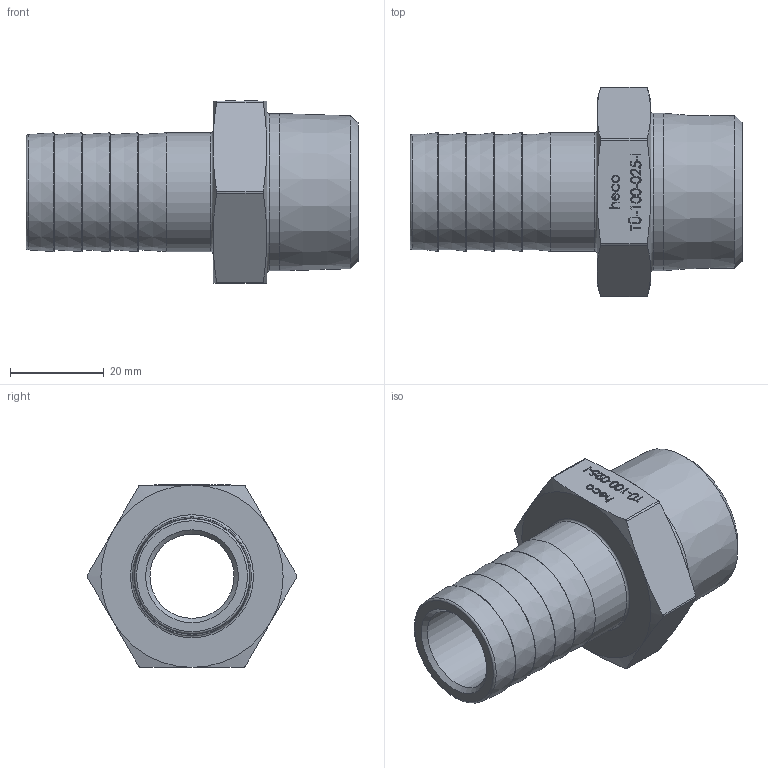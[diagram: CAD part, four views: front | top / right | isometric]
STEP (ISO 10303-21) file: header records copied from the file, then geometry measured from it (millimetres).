
FILE_DESCRIPTION (( 'STEP AP214' ), '1' );
FILE_NAME ('heco TÜ-100-025-I.STEP', '2016-01-13T09:04:44', ( 'test' ), ( '' ), 'SwSTEP 2.0', 'SolidWorks 2011', '' );
FILE_SCHEMA (( 'AUTOMOTIVE_DESIGN' ));
Length unit declared in the file: millimetre
Products named in the file (1): heco TÜ-100-025-I
Bounding box: 71 x 44.89 x 39.1 mm (x, y, z)
Volume: 27748.2 mm3; surface area: 13075.8 mm2
Topology: 1 solids, 1 shells, 232 faces, 579 edges, 378 vertices
Faces by surface type: plane 98, bspline 91, cone 22, torus 11, cylinder 10
Full cylindrical faces by diameter (mm): 18 x1, 24.6 x1, 25.4 x1, 33.65 x1
Entity records: 14504 total; most frequent: CARTESIAN_POINT 7248, ORIENTED_EDGE 1096, DIRECTION 658, EDGE_CURVE 548, VERTEX_POINT 372, EDGE_LOOP 288, LINE 286, VECTOR 286
